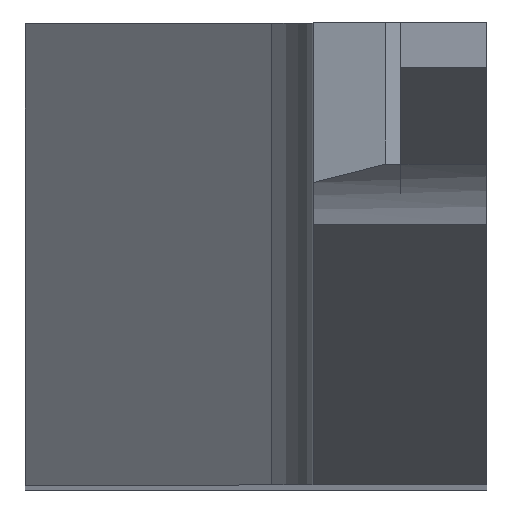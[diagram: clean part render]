
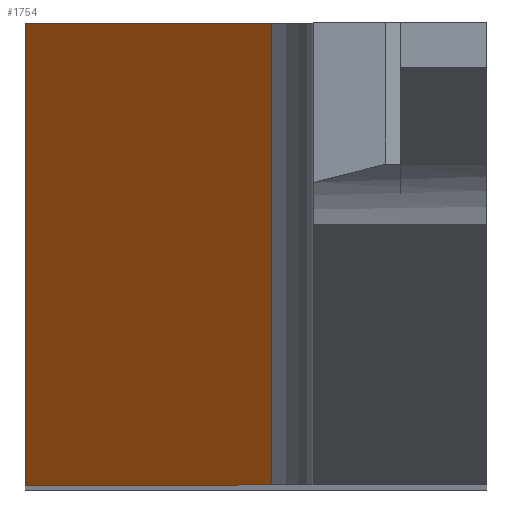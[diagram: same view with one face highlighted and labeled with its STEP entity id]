
A CAD part, top view. The second image highlights one B-rep face of the part: STEP entity #1754.
In plain terms, the highlighted planar face has unit normal (-0.707, 0, 0.707).
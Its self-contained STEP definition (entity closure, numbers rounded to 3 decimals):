
#5 = FACE_OUTER_BOUND ( 'NONE', #1063, .T. ) ;
#9 = EDGE_CURVE ( 'NONE', #1365, #947, #662, .T. ) ;
#135 = CARTESIAN_POINT ( 'NONE',  ( 8.536, 174.789, -24.536 ) ) ;
#270 = CARTESIAN_POINT ( 'NONE',  ( -45.964, 0., -79.036 ) ) ;
#318 = VECTOR ( 'NONE', #1965, 1000. ) ;
#433 = DIRECTION ( 'NONE',  ( 0.707, 0., -0.707 ) ) ;
#476 = ORIENTED_EDGE ( 'NONE', *, *, #1834, .T. ) ;
#559 = AXIS2_PLACEMENT_3D ( 'NONE', #1498, #433, #1654 ) ;
#585 = VECTOR ( 'NONE', #1212, 1000. ) ;
#632 = VECTOR ( 'NONE', #1168, 1000. ) ;
#638 = EDGE_CURVE ( 'NONE', #947, #674, #1208, .T. ) ;
#662 = LINE ( 'NONE', #1088, #632 ) ;
#674 = VERTEX_POINT ( 'NONE', #1257 ) ;
#947 = VERTEX_POINT ( 'NONE', #1963 ) ;
#960 = LINE ( 'NONE', #270, #318 ) ;
#998 = LINE ( 'NONE', #135, #585 ) ;
#1063 = EDGE_LOOP ( 'NONE', ( #1629, #1510, #1631, #476 ) ) ;
#1065 = CARTESIAN_POINT ( 'NONE',  ( 8.536, 16., -24.536 ) ) ;
#1088 = CARTESIAN_POINT ( 'NONE',  ( -45.964, 16., -79.036 ) ) ;
#1098 = CARTESIAN_POINT ( 'NONE',  ( 8.536, 0., -24.536 ) ) ;
#1155 = VECTOR ( 'NONE', #2174, 1000. ) ;
#1168 = DIRECTION ( 'NONE',  ( -0.707, 0., -0.707 ) ) ;
#1208 = LINE ( 'NONE', #1248, #1155 ) ;
#1212 = DIRECTION ( 'NONE',  ( 0., -1., 0. ) ) ;
#1248 = CARTESIAN_POINT ( 'NONE',  ( 0., 174.789, -33.071 ) ) ;
#1257 = CARTESIAN_POINT ( 'NONE',  ( 0., 0., -33.071 ) ) ;
#1365 = VERTEX_POINT ( 'NONE', #1065 ) ;
#1498 = CARTESIAN_POINT ( 'NONE',  ( 0., 174.789, -33.071 ) ) ;
#1508 = VERTEX_POINT ( 'NONE', #1098 ) ;
#1510 = ORIENTED_EDGE ( 'NONE', *, *, #9, .T. ) ;
#1629 = ORIENTED_EDGE ( 'NONE', *, *, #2010, .F. ) ;
#1631 = ORIENTED_EDGE ( 'NONE', *, *, #638, .T. ) ;
#1646 = PLANE ( 'NONE',  #559 ) ;
#1654 = DIRECTION ( 'NONE',  ( -0.707, 0., -0.707 ) ) ;
#1754 = ADVANCED_FACE ( 'NONE', ( #5 ), #1646, .F. ) ;
#1834 = EDGE_CURVE ( 'NONE', #674, #1508, #960, .T. ) ;
#1963 = CARTESIAN_POINT ( 'NONE',  ( 0., 16., -33.071 ) ) ;
#1965 = DIRECTION ( 'NONE',  ( 0.707, 0., 0.707 ) ) ;
#2010 = EDGE_CURVE ( 'NONE', #1365, #1508, #998, .T. ) ;
#2174 = DIRECTION ( 'NONE',  ( 0., -1., 0. ) ) ;
